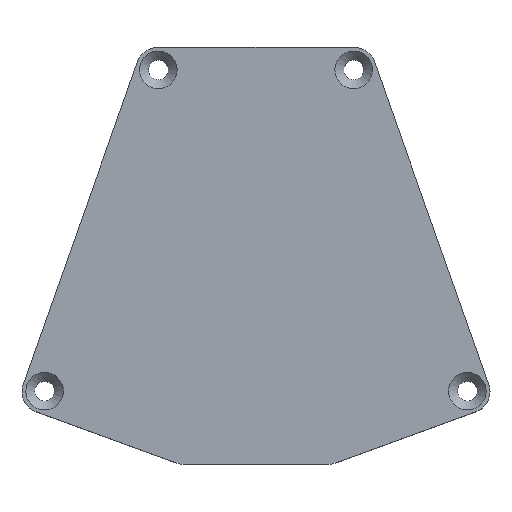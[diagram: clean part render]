
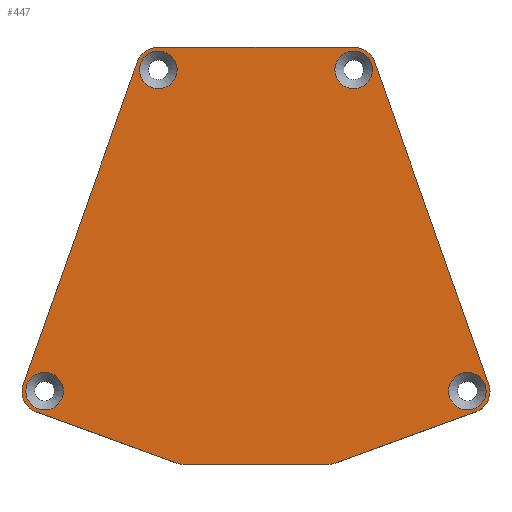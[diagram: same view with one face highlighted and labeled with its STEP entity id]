
A CAD part, top view. The second image highlights one B-rep face of the part: STEP entity #447.
In plain terms, the highlighted planar face has unit normal (0, 0, 1).
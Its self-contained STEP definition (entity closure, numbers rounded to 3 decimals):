
#285=CARTESIAN_POINT('',(-0.,0.,23.3));
#286=DIRECTION('',(0.,0.,1.));
#287=DIRECTION('',(1.,0.,0.));
#288=AXIS2_PLACEMENT_3D('',#285,#286,#287);
#289=PLANE('',#288);
#290=CARTESIAN_POINT('',(13.254,30.426,23.3));
#291=VERTEX_POINT('',#290);
#292=CARTESIAN_POINT('',(10.991,32.025,23.3));
#293=VERTEX_POINT('',#292);
#294=CARTESIAN_POINT('',(10.991,29.625,23.3));
#295=DIRECTION('',(0.,0.,1.));
#296=DIRECTION('',(1.,0.,-0.));
#297=AXIS2_PLACEMENT_3D('',#294,#295,#296);
#298=CIRCLE('',#297,2.4);
#299=EDGE_CURVE('',#291,#293,#298,.T.);
#300=ORIENTED_EDGE('',*,*,#299,.T.);
#301=CARTESIAN_POINT('',(-10.991,32.025,23.3));
#302=VERTEX_POINT('',#301);
#303=CARTESIAN_POINT('',(-10.991,32.025,23.3));
#304=DIRECTION('',(1.,0.,-0.));
#305=VECTOR('',#304,21.983);
#306=LINE('',#303,#305);
#307=EDGE_CURVE('',#302,#293,#306,.T.);
#308=ORIENTED_EDGE('',*,*,#307,.F.);
#309=CARTESIAN_POINT('',(-13.254,30.426,23.3));
#310=VERTEX_POINT('',#309);
#311=CARTESIAN_POINT('',(-10.991,29.625,23.3));
#312=DIRECTION('',(0.,0.,1.));
#313=DIRECTION('',(1.,0.,-0.));
#314=AXIS2_PLACEMENT_3D('',#311,#312,#313);
#315=CIRCLE('',#314,2.4);
#316=EDGE_CURVE('',#302,#310,#315,.T.);
#317=ORIENTED_EDGE('',*,*,#316,.T.);
#318=CARTESIAN_POINT('',(-26.022,-5.66,23.3));
#319=VERTEX_POINT('',#318);
#320=CARTESIAN_POINT('',(-13.254,30.426,23.3));
#321=DIRECTION('',(-0.334,-0.943,0.));
#322=VECTOR('',#321,38.278);
#323=LINE('',#320,#322);
#324=EDGE_CURVE('',#310,#319,#323,.T.);
#325=ORIENTED_EDGE('',*,*,#324,.T.);
#326=CARTESIAN_POINT('',(-26.159,-6.461,23.3));
#327=VERTEX_POINT('',#326);
#328=CARTESIAN_POINT('',(-23.759,-6.461,23.3));
#329=DIRECTION('',(0.,0.,1.));
#330=DIRECTION('',(1.,0.,-0.));
#331=AXIS2_PLACEMENT_3D('',#328,#329,#330);
#332=CIRCLE('',#331,2.4);
#333=EDGE_CURVE('',#319,#327,#332,.T.);
#334=ORIENTED_EDGE('',*,*,#333,.T.);
#335=CARTESIAN_POINT('',(-24.58,-8.716,23.3));
#336=VERTEX_POINT('',#335);
#337=CARTESIAN_POINT('',(-23.759,-6.461,23.3));
#338=DIRECTION('',(0.,0.,1.));
#339=DIRECTION('',(1.,0.,-0.));
#340=AXIS2_PLACEMENT_3D('',#337,#338,#339);
#341=CIRCLE('',#340,2.4);
#342=EDGE_CURVE('',#327,#336,#341,.T.);
#343=ORIENTED_EDGE('',*,*,#342,.T.);
#344=CARTESIAN_POINT('',(-8.853,-14.44,23.3));
#345=VERTEX_POINT('',#344);
#346=CARTESIAN_POINT('',(-8.853,-14.44,23.3));
#347=DIRECTION('',(-0.94,0.342,0.));
#348=VECTOR('',#347,16.737);
#349=LINE('',#346,#348);
#350=EDGE_CURVE('',#345,#336,#349,.T.);
#351=ORIENTED_EDGE('',*,*,#350,.F.);
#352=CARTESIAN_POINT('',(-7.998,-14.591,23.3));
#353=VERTEX_POINT('',#352);
#354=CARTESIAN_POINT('',(-7.998,-12.091,23.3));
#355=DIRECTION('',(0.,0.,1.));
#356=DIRECTION('',(1.,0.,-0.));
#357=AXIS2_PLACEMENT_3D('',#354,#355,#356);
#358=CIRCLE('',#357,2.5);
#359=EDGE_CURVE('',#345,#353,#358,.T.);
#360=ORIENTED_EDGE('',*,*,#359,.T.);
#361=CARTESIAN_POINT('',(7.998,-14.591,23.3));
#362=VERTEX_POINT('',#361);
#363=CARTESIAN_POINT('',(7.998,-14.591,23.3));
#364=DIRECTION('',(-1.,0.,0.));
#365=VECTOR('',#364,15.995);
#366=LINE('',#363,#365);
#367=EDGE_CURVE('',#362,#353,#366,.T.);
#368=ORIENTED_EDGE('',*,*,#367,.F.);
#369=CARTESIAN_POINT('',(8.853,-14.44,23.3));
#370=VERTEX_POINT('',#369);
#371=CARTESIAN_POINT('',(7.998,-12.091,23.3));
#372=DIRECTION('',(0.,0.,1.));
#373=DIRECTION('',(1.,0.,-0.));
#374=AXIS2_PLACEMENT_3D('',#371,#372,#373);
#375=CIRCLE('',#374,2.5);
#376=EDGE_CURVE('',#362,#370,#375,.T.);
#377=ORIENTED_EDGE('',*,*,#376,.T.);
#378=CARTESIAN_POINT('',(24.58,-8.716,23.3));
#379=VERTEX_POINT('',#378);
#380=CARTESIAN_POINT('',(8.853,-14.44,23.3));
#381=DIRECTION('',(0.94,0.342,0.));
#382=VECTOR('',#381,16.737);
#383=LINE('',#380,#382);
#384=EDGE_CURVE('',#370,#379,#383,.T.);
#385=ORIENTED_EDGE('',*,*,#384,.T.);
#386=CARTESIAN_POINT('',(26.022,-5.66,23.3));
#387=VERTEX_POINT('',#386);
#388=CARTESIAN_POINT('',(23.759,-6.461,23.3));
#389=DIRECTION('',(0.,0.,1.));
#390=DIRECTION('',(1.,0.,-0.));
#391=AXIS2_PLACEMENT_3D('',#388,#389,#390);
#392=CIRCLE('',#391,2.4);
#393=EDGE_CURVE('',#379,#387,#392,.T.);
#394=ORIENTED_EDGE('',*,*,#393,.T.);
#395=CARTESIAN_POINT('',(13.254,30.426,23.3));
#396=DIRECTION('',(0.334,-0.943,0.));
#397=VECTOR('',#396,38.278);
#398=LINE('',#395,#397);
#399=EDGE_CURVE('',#291,#387,#398,.T.);
#400=ORIENTED_EDGE('',*,*,#399,.F.);
#401=EDGE_LOOP('',(#300,#308,#317,#325,#334,#343,#351,#360,#368,#377,#385,#394,#400));
#402=FACE_BOUND('',#401,.T.);
#403=CARTESIAN_POINT('',(-8.821,29.525,23.3));
#404=VERTEX_POINT('',#403);
#405=CARTESIAN_POINT('',(-10.921,29.525,23.3));
#406=DIRECTION('',(-0.,-0.,-1.));
#407=DIRECTION('',(1.,0.,-0.));
#408=AXIS2_PLACEMENT_3D('',#405,#406,#407);
#409=CIRCLE('',#408,2.1);
#410=EDGE_CURVE('',#404,#404,#409,.T.);
#411=ORIENTED_EDGE('',*,*,#410,.T.);
#412=EDGE_LOOP('',(#411));
#413=FACE_BOUND('',#412,.T.);
#414=CARTESIAN_POINT('',(-21.532,-6.401,23.3));
#415=VERTEX_POINT('',#414);
#416=CARTESIAN_POINT('',(-23.632,-6.401,23.3));
#417=DIRECTION('',(-0.,-0.,-1.));
#418=DIRECTION('',(1.,0.,-0.));
#419=AXIS2_PLACEMENT_3D('',#416,#417,#418);
#420=CIRCLE('',#419,2.1);
#421=EDGE_CURVE('',#415,#415,#420,.T.);
#422=ORIENTED_EDGE('',*,*,#421,.T.);
#423=EDGE_LOOP('',(#422));
#424=FACE_BOUND('',#423,.T.);
#425=CARTESIAN_POINT('',(25.732,-6.401,23.3));
#426=VERTEX_POINT('',#425);
#427=CARTESIAN_POINT('',(23.632,-6.401,23.3));
#428=DIRECTION('',(-0.,-0.,-1.));
#429=DIRECTION('',(1.,0.,-0.));
#430=AXIS2_PLACEMENT_3D('',#427,#428,#429);
#431=CIRCLE('',#430,2.1);
#432=EDGE_CURVE('',#426,#426,#431,.T.);
#433=ORIENTED_EDGE('',*,*,#432,.T.);
#434=EDGE_LOOP('',(#433));
#435=FACE_BOUND('',#434,.T.);
#436=CARTESIAN_POINT('',(13.021,29.525,23.3));
#437=VERTEX_POINT('',#436);
#438=CARTESIAN_POINT('',(10.921,29.525,23.3));
#439=DIRECTION('',(-0.,-0.,-1.));
#440=DIRECTION('',(1.,0.,-0.));
#441=AXIS2_PLACEMENT_3D('',#438,#439,#440);
#442=CIRCLE('',#441,2.1);
#443=EDGE_CURVE('',#437,#437,#442,.T.);
#444=ORIENTED_EDGE('',*,*,#443,.T.);
#445=EDGE_LOOP('',(#444));
#446=FACE_BOUND('',#445,.T.);
#447=ADVANCED_FACE('',(#402,#413,#424,#435,#446),#289,.T.);
